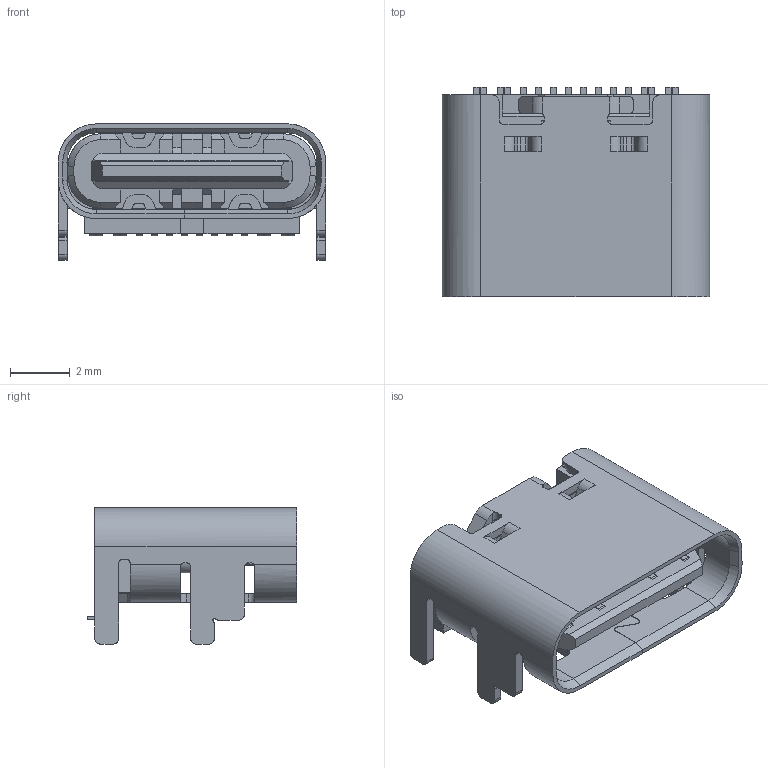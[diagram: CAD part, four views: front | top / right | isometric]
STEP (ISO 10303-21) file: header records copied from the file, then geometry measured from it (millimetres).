
FILE_DESCRIPTION (( 'STEP AP214' ), '1' );
FILE_NAME ('USB-C-SMD_GT-USB-7010I.STEP', '2024-08-19T07:04:58', ( 'PC' ), ( 'Microsoft' ), 'SwSTEP 2.0', 'SolidWorks 2020', '' );
FILE_SCHEMA (( 'AUTOMOTIVE_DESIGN' ));
Length unit declared in the file: millimetre
Products named in the file (1): USB-C-SMD_GT-USB-7010I
Bounding box: 8.94 x 7 x 4.55 mm (x, y, z)
Volume: 100.5 mm3; surface area: 458.3 mm2
Topology: 14 solids, 14 shells, 862 faces, 2455 edges, 1590 vertices
Faces by surface type: plane 600, cylinder 152, bspline 98, cone 12
Entity records: 38648 total; most frequent: CARTESIAN_POINT 8002, ORIENTED_EDGE 4910, DIRECTION 3417, EDGE_CURVE 2455, VECTOR 1855, LINE 1855, VERTEX_POINT 1590, EDGE_LOOP 885
